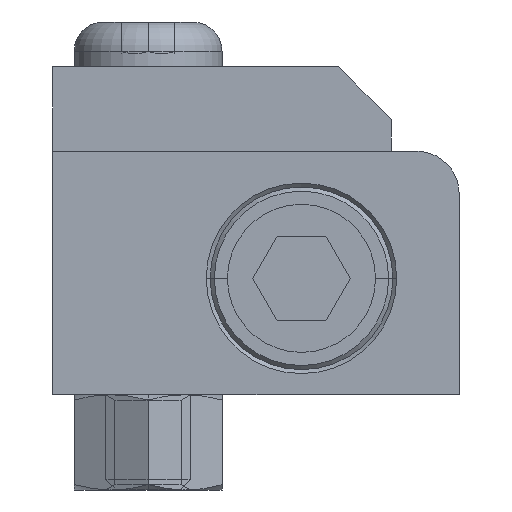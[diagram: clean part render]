
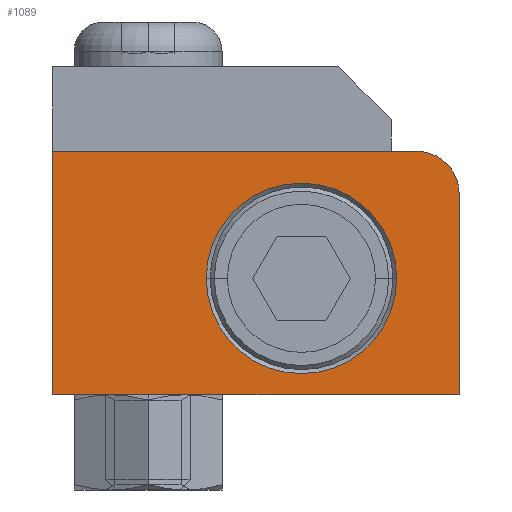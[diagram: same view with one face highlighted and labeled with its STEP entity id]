
A CAD part, left-side view. The second image highlights one B-rep face of the part: STEP entity #1089.
In plain terms, the highlighted planar face has unit normal (-1, 0, 0).
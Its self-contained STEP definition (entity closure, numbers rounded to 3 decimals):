
#1089=ADVANCED_FACE('',(#3163,#3164),#3165,.T.);
#3163=FACE_OUTER_BOUND('',#9473,.T.);
#3164=FACE_BOUND('',#9474,.T.);
#3165=PLANE('',#9475);
#9473=EDGE_LOOP('',(#18757,#18758,#18759,#18760,#18761,#18762));
#9474=EDGE_LOOP('',(#18763,#18764));
#9475=AXIS2_PLACEMENT_3D('',#18765,#18766,#18767);
#18757=ORIENTED_EDGE('',*,*,#26133,.F.);
#18758=ORIENTED_EDGE('',*,*,#26151,.T.);
#18759=ORIENTED_EDGE('',*,*,#26152,.F.);
#18760=ORIENTED_EDGE('',*,*,#26153,.F.);
#18761=ORIENTED_EDGE('',*,*,#26154,.T.);
#18762=ORIENTED_EDGE('',*,*,#26155,.F.);
#18763=ORIENTED_EDGE('',*,*,#26149,.F.);
#18764=ORIENTED_EDGE('',*,*,#26135,.F.);
#18765=CARTESIAN_POINT('',(-997.598,-137.795,-7.602));
#18766=DIRECTION('',(-1.0,0.0,0.0));
#18767=DIRECTION('',(0.0,0.0,1.0));
#26133=EDGE_CURVE('',#30475,#30471,#30477,.T.);
#26135=EDGE_CURVE('',#30478,#30480,#30481,.T.);
#26149=EDGE_CURVE('',#30480,#30478,#30501,.T.);
#26151=EDGE_CURVE('',#30475,#30503,#30504,.T.);
#26152=EDGE_CURVE('',#30505,#30503,#30506,.T.);
#26153=EDGE_CURVE('',#30507,#30505,#30508,.T.);
#26154=EDGE_CURVE('',#30507,#30509,#30510,.T.);
#26155=EDGE_CURVE('',#30471,#30509,#30511,.T.);
#30471=VERTEX_POINT('',#38789);
#30475=VERTEX_POINT('',#38794);
#30477=CIRCLE('',#38797,3.175);
#30478=VERTEX_POINT('',#38798);
#30480=VERTEX_POINT('',#38801);
#30481=CIRCLE('',#38802,7.144);
#30501=CIRCLE('',#38829,7.144);
#30503=VERTEX_POINT('',#38831);
#30504=LINE('',#38832,#38833);
#30505=VERTEX_POINT('',#38834);
#30506=LINE('',#38835,#38836);
#30507=VERTEX_POINT('',#38837);
#30508=LINE('',#38838,#38839);
#30509=VERTEX_POINT('',#38840);
#30510=LINE('',#38841,#38842);
#30511=CIRCLE('',#38843,3.175);
#38789=CARTESIAN_POINT('',(-997.598,-136.865,9.731));
#38794=CARTESIAN_POINT('',(-997.598,-134.62,10.661));
#38797=AXIS2_PLACEMENT_3D('',#49955,#49956,#49957);
#38798=CARTESIAN_POINT('',(-997.598,-118.824,1.129));
#38801=CARTESIAN_POINT('',(-997.598,-133.112,1.129));
#38802=AXIS2_PLACEMENT_3D('',#49959,#49960,#49961);
#38829=AXIS2_PLACEMENT_3D('',#49987,#49988,#49989);
#38831=CARTESIAN_POINT('',(-997.598,-107.315,10.661));
#38832=CARTESIAN_POINT('',(-997.598,-134.62,10.661));
#38833=VECTOR('',#49993,27.305);
#38834=CARTESIAN_POINT('',(-997.598,-107.315,-7.602));
#38835=CARTESIAN_POINT('',(-997.598,-107.315,-7.602));
#38836=VECTOR('',#49994,18.263);
#38837=CARTESIAN_POINT('',(-997.598,-137.795,-7.602));
#38838=CARTESIAN_POINT('',(-997.598,-137.795,-7.602));
#38839=VECTOR('',#49995,30.48);
#38840=CARTESIAN_POINT('',(-997.598,-137.795,7.486));
#38841=CARTESIAN_POINT('',(-997.598,-137.795,-7.602));
#38842=VECTOR('',#49996,15.088);
#38843=AXIS2_PLACEMENT_3D('',#49997,#49998,#49999);
#49955=CARTESIAN_POINT('',(-997.598,-134.62,7.486));
#49956=DIRECTION('',(1.0,0.0,0.0));
#49957=DIRECTION('',(0.0,-0.707,0.707));
#49959=CARTESIAN_POINT('',(-997.598,-125.968,1.129));
#49960=DIRECTION('',(-1.0,0.0,0.0));
#49961=DIRECTION('',(0.0,1.0,0.0));
#49987=CARTESIAN_POINT('',(-997.598,-125.968,1.129));
#49988=DIRECTION('',(-1.0,0.0,0.0));
#49989=DIRECTION('',(0.0,1.0,0.0));
#49993=DIRECTION('',(0.0,1.0,0.0));
#49994=DIRECTION('',(0.0,0.0,1.0));
#49995=DIRECTION('',(0.0,1.0,0.0));
#49996=DIRECTION('',(0.0,0.0,1.0));
#49997=CARTESIAN_POINT('',(-997.598,-134.62,7.486));
#49998=DIRECTION('',(1.0,0.0,0.0));
#49999=DIRECTION('',(0.0,-0.707,0.707));
